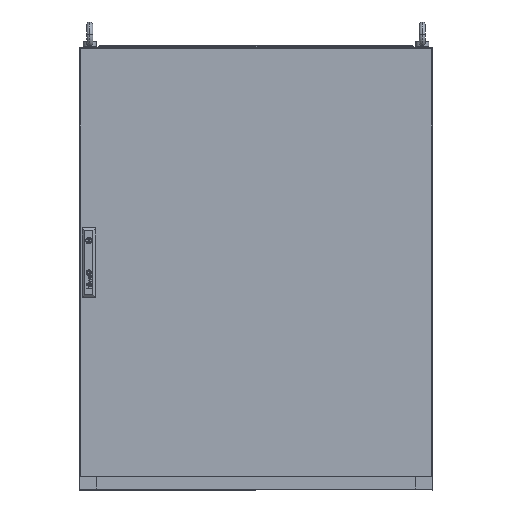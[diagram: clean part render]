
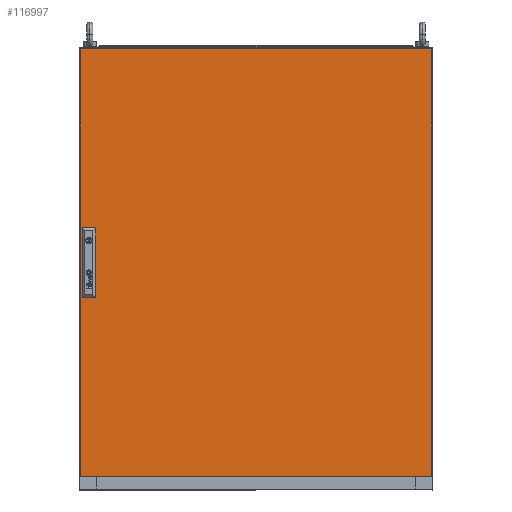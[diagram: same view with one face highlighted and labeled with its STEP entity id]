
A CAD part, top view. The second image highlights one B-rep face of the part: STEP entity #116997.
In plain terms, the highlighted planar face has unit normal (0, 0, 1).
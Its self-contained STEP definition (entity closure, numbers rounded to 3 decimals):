
#294 = VERTEX_POINT ( 'NONE', #29861 ) ;
#940 = LINE ( 'NONE', #96220, #31941 ) ;
#3890 = ORIENTED_EDGE ( 'NONE', *, *, #50133, .F. ) ;
#3969 = LINE ( 'NONE', #110206, #111210 ) ;
#10035 = CARTESIAN_POINT ( 'NONE',  ( -365.7, 88.5, 0. ) ) ;
#12453 = DIRECTION ( 'NONE',  ( -1., 0., 0. ) ) ;
#14833 = ORIENTED_EDGE ( 'NONE', *, *, #129483, .T. ) ;
#15323 = LINE ( 'NONE', #56712, #110151 ) ;
#15526 = VERTEX_POINT ( 'NONE', #83674 ) ;
#17393 = LINE ( 'NONE', #69793, #97305 ) ;
#17563 = DIRECTION ( 'NONE',  ( 1., 0., 0. ) ) ;
#18984 = CARTESIAN_POINT ( 'NONE',  ( -390.7, -61.5, 0. ) ) ;
#20043 = CARTESIAN_POINT ( 'NONE',  ( -365.7, 38.5, 0. ) ) ;
#23022 = VECTOR ( 'NONE', #91420, 1000. ) ;
#23175 = CARTESIAN_POINT ( 'NONE',  ( -390.7, -61.5, 0. ) ) ;
#23311 = CARTESIAN_POINT ( 'NONE',  ( -397., -470., 0. ) ) ;
#24638 = DIRECTION ( 'NONE',  ( 0., 0., 1. ) ) ;
#25077 = DIRECTION ( 'NONE',  ( 0., 1., 0. ) ) ;
#25301 = FACE_OUTER_BOUND ( 'NONE', #68363, .T. ) ;
#25531 = VECTOR ( 'NONE', #89409, 1000. ) ;
#27260 = LINE ( 'NONE', #18984, #25531 ) ;
#29861 = CARTESIAN_POINT ( 'NONE',  ( -397., -470., 0. ) ) ;
#30566 = CARTESIAN_POINT ( 'NONE',  ( -397., 497., 0. ) ) ;
#31605 = ORIENTED_EDGE ( 'NONE', *, *, #76030, .F. ) ;
#31941 = VECTOR ( 'NONE', #25077, 1000. ) ;
#32299 = DIRECTION ( 'NONE',  ( 1., 0., 0. ) ) ;
#34195 = CARTESIAN_POINT ( 'NONE',  ( 397., -470., 0. ) ) ;
#35185 = EDGE_CURVE ( 'NONE', #64652, #131272, #49322, .T. ) ;
#45362 = DIRECTION ( 'NONE',  ( 1., 0., 0. ) ) ;
#45551 = LINE ( 'NONE', #65529, #93284 ) ;
#46564 = ORIENTED_EDGE ( 'NONE', *, *, #49260, .F. ) ;
#49260 = EDGE_CURVE ( 'NONE', #112521, #80943, #114811, .T. ) ;
#49322 = LINE ( 'NONE', #103114, #23022 ) ;
#50133 = EDGE_CURVE ( 'NONE', #112248, #112521, #3969, .T. ) ;
#51345 = EDGE_CURVE ( 'NONE', #129757, #64652, #27260, .T. ) ;
#53288 = LINE ( 'NONE', #30566, #65821 ) ;
#55439 = EDGE_CURVE ( 'NONE', #88808, #112248, #106974, .T. ) ;
#55824 = DIRECTION ( 'NONE',  ( -1., 0., 0. ) ) ;
#56367 = CARTESIAN_POINT ( 'NONE',  ( -365.7, -11.5, 0. ) ) ;
#56712 = CARTESIAN_POINT ( 'NONE',  ( -365.7, 38.5, 0. ) ) ;
#57394 = DIRECTION ( 'NONE',  ( 0., 1., 0. ) ) ;
#60754 = DIRECTION ( 'NONE',  ( -1., 0., 0. ) ) ;
#64652 = VERTEX_POINT ( 'NONE', #23175 ) ;
#65417 = DIRECTION ( 'NONE',  ( 0., -1., 0. ) ) ;
#65529 = CARTESIAN_POINT ( 'NONE',  ( -397., 497., 0. ) ) ;
#65821 = VECTOR ( 'NONE', #136135, 1000. ) ;
#68059 = FACE_BOUND ( 'NONE', #112158, .T. ) ;
#68363 = EDGE_LOOP ( 'NONE', ( #14833, #117715, #121020, #116457 ) ) ;
#69793 = CARTESIAN_POINT ( 'NONE',  ( 397., 497., 0. ) ) ;
#71827 = EDGE_LOOP ( 'NONE', ( #84464, #74073, #134318, #85965 ) ) ;
#73183 = VERTEX_POINT ( 'NONE', #34195 ) ;
#74073 = ORIENTED_EDGE ( 'NONE', *, *, #79454, .F. ) ;
#74220 = VECTOR ( 'NONE', #17563, 1000. ) ;
#75373 = VERTEX_POINT ( 'NONE', #56367 ) ;
#76030 = EDGE_CURVE ( 'NONE', #80943, #88808, #15323, .T. ) ;
#76942 = EDGE_CURVE ( 'NONE', #73183, #87018, #17393, .T. ) ;
#77061 = FACE_BOUND ( 'NONE', #71827, .T. ) ;
#79454 = EDGE_CURVE ( 'NONE', #75373, #129757, #82207, .T. ) ;
#80943 = VERTEX_POINT ( 'NONE', #20043 ) ;
#82207 = LINE ( 'NONE', #113223, #129400 ) ;
#83414 = LINE ( 'NONE', #23311, #94015 ) ;
#83674 = CARTESIAN_POINT ( 'NONE',  ( -397., 497., 0. ) ) ;
#84464 = ORIENTED_EDGE ( 'NONE', *, *, #51345, .F. ) ;
#85965 = ORIENTED_EDGE ( 'NONE', *, *, #35185, .F. ) ;
#87018 = VERTEX_POINT ( 'NONE', #106926 ) ;
#88808 = VERTEX_POINT ( 'NONE', #10035 ) ;
#89409 = DIRECTION ( 'NONE',  ( 0., -1., 0. ) ) ;
#89412 = EDGE_CURVE ( 'NONE', #87018, #15526, #45551, .T. ) ;
#90633 = VECTOR ( 'NONE', #12453, 1000. ) ;
#91420 = DIRECTION ( 'NONE',  ( 1., 0., 0. ) ) ;
#93284 = VECTOR ( 'NONE', #55824, 1000. ) ;
#94015 = VECTOR ( 'NONE', #32299, 1000. ) ;
#96220 = CARTESIAN_POINT ( 'NONE',  ( -365.7, -61.5, 0. ) ) ;
#97305 = VECTOR ( 'NONE', #111890, 1000. ) ;
#101533 = EDGE_CURVE ( 'NONE', #131272, #75373, #940, .T. ) ;
#102588 = EDGE_CURVE ( 'NONE', #294, #73183, #83414, .T. ) ;
#103114 = CARTESIAN_POINT ( 'NONE',  ( -365.7, -61.5, 0. ) ) ;
#106926 = CARTESIAN_POINT ( 'NONE',  ( 397., 497., 0. ) ) ;
#106974 = LINE ( 'NONE', #119393, #90633 ) ;
#107744 = CARTESIAN_POINT ( 'NONE',  ( -390.7, 38.5, 0. ) ) ;
#110151 = VECTOR ( 'NONE', #57394, 1000. ) ;
#110206 = CARTESIAN_POINT ( 'NONE',  ( -390.7, 38.5, 0. ) ) ;
#111210 = VECTOR ( 'NONE', #65417, 1000. ) ;
#111890 = DIRECTION ( 'NONE',  ( 0., 1., 0. ) ) ;
#112063 = CARTESIAN_POINT ( 'NONE',  ( -365.7, 38.5, 0. ) ) ;
#112158 = EDGE_LOOP ( 'NONE', ( #3890, #133850, #31605, #46564 ) ) ;
#112248 = VERTEX_POINT ( 'NONE', #120343 ) ;
#112521 = VERTEX_POINT ( 'NONE', #107744 ) ;
#113223 = CARTESIAN_POINT ( 'NONE',  ( -365.7, -11.5, 0. ) ) ;
#114811 = LINE ( 'NONE', #112063, #74220 ) ;
#116457 = ORIENTED_EDGE ( 'NONE', *, *, #89412, .T. ) ;
#116997 = ADVANCED_FACE ( 'NONE', ( #68059, #77061, #25301 ), #119160, .T. ) ;
#117715 = ORIENTED_EDGE ( 'NONE', *, *, #102588, .T. ) ;
#119160 = PLANE ( 'NONE',  #133771 ) ;
#119393 = CARTESIAN_POINT ( 'NONE',  ( -365.7, 88.5, 0. ) ) ;
#119827 = CARTESIAN_POINT ( 'NONE',  ( 0., 0., 0. ) ) ;
#120343 = CARTESIAN_POINT ( 'NONE',  ( -390.7, 88.5, 0. ) ) ;
#121020 = ORIENTED_EDGE ( 'NONE', *, *, #76942, .T. ) ;
#129400 = VECTOR ( 'NONE', #60754, 1000. ) ;
#129483 = EDGE_CURVE ( 'NONE', #15526, #294, #53288, .T. ) ;
#129757 = VERTEX_POINT ( 'NONE', #136668 ) ;
#131272 = VERTEX_POINT ( 'NONE', #136526 ) ;
#133771 = AXIS2_PLACEMENT_3D ( 'NONE', #119827, #24638, #45362 ) ;
#133850 = ORIENTED_EDGE ( 'NONE', *, *, #55439, .F. ) ;
#134318 = ORIENTED_EDGE ( 'NONE', *, *, #101533, .F. ) ;
#136135 = DIRECTION ( 'NONE',  ( 0., -1., 0. ) ) ;
#136526 = CARTESIAN_POINT ( 'NONE',  ( -365.7, -61.5, 0. ) ) ;
#136668 = CARTESIAN_POINT ( 'NONE',  ( -390.7, -11.5, 0. ) ) ;
